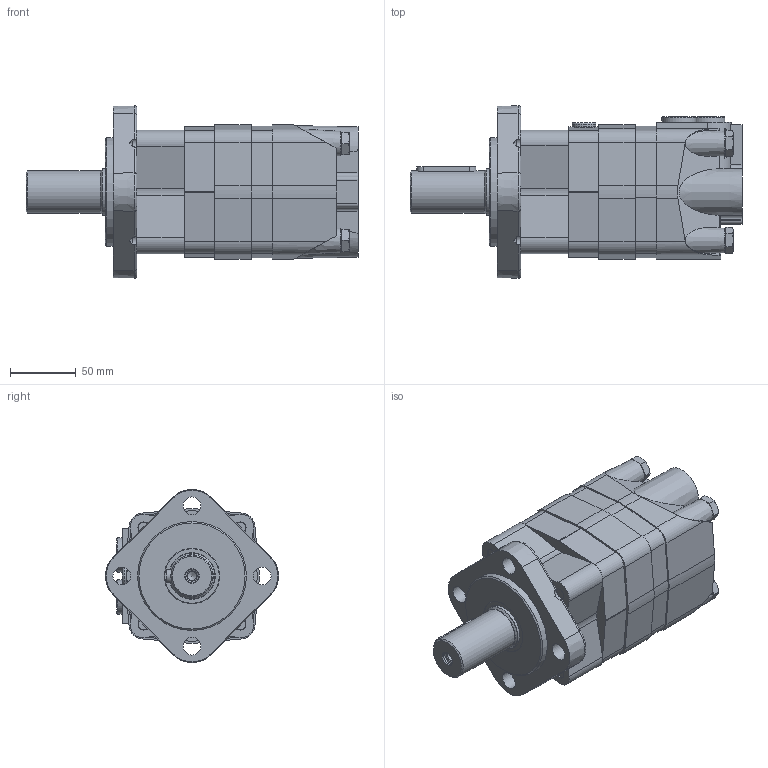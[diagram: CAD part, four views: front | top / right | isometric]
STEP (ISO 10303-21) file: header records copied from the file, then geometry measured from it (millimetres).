
FILE_DESCRIPTION(/* description */ ('STEP AP214'),/* implementation_level */ '2;1');
FILE_NAME(/* name */ 'MSE160CUP_4',/* time_stamp */ '2023-02-02T13:20:10+01:00',/* author */ ('License CC BY-ND 4.0'),/* organization */ ('CADENAS'),/* preprocessor_version */ 'ST-DEVELOPER v18.102',/* originating_system */ 'PARTsolutions',/* authorisation */ ' ');
FILE_SCHEMA (('AUTOMOTIVE_DESIGN {1 0 10303 214 3 1 1}'));
Length unit declared in the file: millimetre
Products named in the file (8): MSE160CUP/4; MSC; Hexagon bolt DIN 931-1 M10x1540; MSE-P; MS-VP; MS160-D; MS-SP; MS-MF
Assembly tree (10 placements, depth 2):
  MSE160CUP/4
    MSC
    Hexagon bolt DIN 931-1 M10x1540  x4
    MSE-P
    MS-VP
    MS160-D
    MS-SP
    MS-MF
Bounding box: 251.8 x 131.31 x 131.31 mm (x, y, z)
Volume: 1692027.9 mm3; surface area: 224277.8 mm2
Topology: 10 solids, 10 shells, 410 faces, 1050 edges, 678 vertices
Faces by surface type: plane 192, cylinder 135, cone 70, torus 13
Full cylindrical faces by diameter (mm): 2 x4, 6.647 x1, 8.376 x6, 10 x5, 10.1 x6, 10.2 x4, 10.5 x8, 10.8 x4, 13.5 x4, 16 x4, 16.9 x1, 18 x1, 18.631 x2, 21 x1, 22 x4, 26 x2, 32 x1, 35 x1, 35.2 x1, 42 x1, 82.5 x1
Entity records: 10689 total; most frequent: CARTESIAN_POINT 2126, DIRECTION 1759, ORIENTED_EDGE 1592, EDGE_CURVE 796, AXIS2_PLACEMENT_3D 684, VERTEX_POINT 584, FACE_BOUND 522, EDGE_LOOP 507
